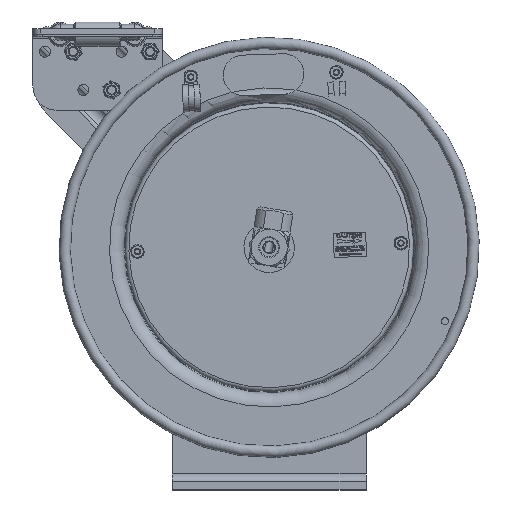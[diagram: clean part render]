
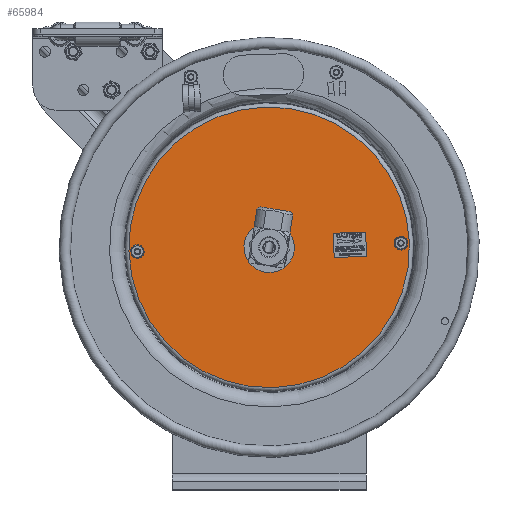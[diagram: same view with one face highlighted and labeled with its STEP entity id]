
A CAD part, top view. The second image highlights one B-rep face of the part: STEP entity #65984.
In plain terms, the highlighted planar face has unit normal (0, 0, 1).
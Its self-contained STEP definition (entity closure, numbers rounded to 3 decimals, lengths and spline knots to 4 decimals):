
#3401=FACE_BOUND('',#8720,.T.);
#3402=FACE_BOUND('',#8721,.T.);
#3403=FACE_BOUND('',#8722,.T.);
#4170=PLANE('',#69276);
#5939=FACE_OUTER_BOUND('',#8719,.T.);
#8719=EDGE_LOOP('',(#49909,#49910));
#8720=EDGE_LOOP('',(#49911));
#8721=EDGE_LOOP('',(#49912));
#8722=EDGE_LOOP('',(#49913));
#24440=CIRCLE('',#69271,4.34);
#24441=CIRCLE('',#69272,4.34);
#24445=CIRCLE('',#69277,0.655);
#24446=CIRCLE('',#69278,0.1045);
#24447=CIRCLE('',#69279,0.1045);
#28086=VERTEX_POINT('',#96441);
#28087=VERTEX_POINT('',#96442);
#28090=VERTEX_POINT('',#96451);
#28091=VERTEX_POINT('',#96453);
#28092=VERTEX_POINT('',#96455);
#37173=EDGE_CURVE('',#28086,#28087,#24440,.T.);
#37174=EDGE_CURVE('',#28087,#28086,#24441,.T.);
#37178=EDGE_CURVE('',#28090,#28090,#24445,.T.);
#37179=EDGE_CURVE('',#28091,#28091,#24446,.T.);
#37180=EDGE_CURVE('',#28092,#28092,#24447,.T.);
#49909=ORIENTED_EDGE('',*,*,#37173,.T.);
#49910=ORIENTED_EDGE('',*,*,#37174,.T.);
#49911=ORIENTED_EDGE('',*,*,#37178,.F.);
#49912=ORIENTED_EDGE('',*,*,#37179,.T.);
#49913=ORIENTED_EDGE('',*,*,#37180,.T.);
#65984=ADVANCED_FACE('',(#5939,#3401,#3402,#3403),#4170,.T.);
#69271=AXIS2_PLACEMENT_3D('',#96443,#76205,#76206);
#69272=AXIS2_PLACEMENT_3D('',#96444,#76207,#76208);
#69276=AXIS2_PLACEMENT_3D('',#96450,#76215,#76216);
#69277=AXIS2_PLACEMENT_3D('',#96452,#76217,#76218);
#69278=AXIS2_PLACEMENT_3D('',#96454,#76219,#76220);
#69279=AXIS2_PLACEMENT_3D('',#96456,#76221,#76222);
#76205=DIRECTION('center_axis',(0.,0.,
1.));
#76206=DIRECTION('ref_axis',(-0.999,-0.032,0.));
#76207=DIRECTION('center_axis',(0.,0.,
1.));
#76208=DIRECTION('ref_axis',(-0.999,-0.032,0.));
#76215=DIRECTION('center_axis',(0.,0.,
1.));
#76216=DIRECTION('ref_axis',(-0.032,0.999,0.));
#76217=DIRECTION('center_axis',(0.,0.,
1.));
#76218=DIRECTION('ref_axis',(-0.999,-0.032,0.));
#76219=DIRECTION('center_axis',(0.,0.,
-1.));
#76220=DIRECTION('ref_axis',(0.032,-0.999,0.));
#76221=DIRECTION('center_axis',(0.,0.,
-1.));
#76222=DIRECTION('ref_axis',(0.032,-0.999,0.));
#96441=CARTESIAN_POINT('',(-4.3378,-0.1387,3.0945));
#96442=CARTESIAN_POINT('',(0.1387,-4.3378,3.0945));
#96443=CARTESIAN_POINT('Origin',(0.,0.,
3.0945));
#96444=CARTESIAN_POINT('Origin',(0.,0.,
3.0945));
#96450=CARTESIAN_POINT('Origin',(-2.4962,-0.0798,
3.0945));
#96451=CARTESIAN_POINT('',(-0.6547,-0.0209,3.0945));
#96452=CARTESIAN_POINT('Origin',(0.,0.,
3.0945));
#96453=CARTESIAN_POINT('',(-4.0788,-0.0259,3.0945));
#96454=CARTESIAN_POINT('Origin',(-4.0754,-0.1303,3.0945));
#96455=CARTESIAN_POINT('',(4.0721,0.2348,3.0945));
#96456=CARTESIAN_POINT('Origin',(4.0754,0.1303,3.0945));
